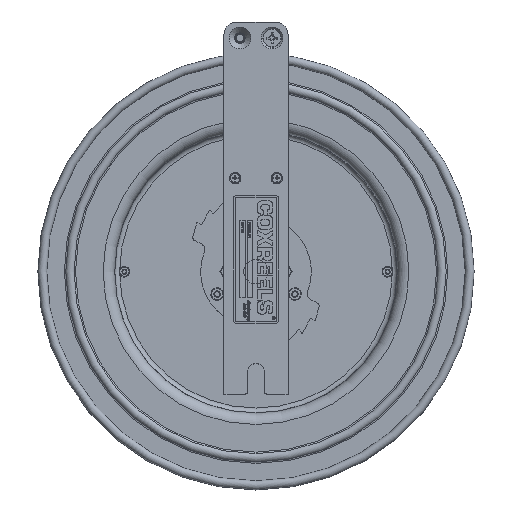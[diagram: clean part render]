
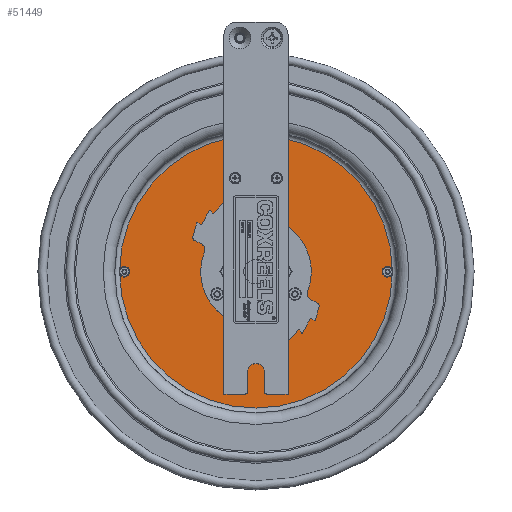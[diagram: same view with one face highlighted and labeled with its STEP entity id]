
A CAD part, top view. The second image highlights one B-rep face of the part: STEP entity #51449.
In plain terms, the highlighted planar face has unit normal (0, 0, 1).
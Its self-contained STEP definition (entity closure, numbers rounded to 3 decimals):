
#864=PLANE('',#54347);
#1434=FACE_BOUND('',#7321,.T.);
#1435=FACE_BOUND('',#7322,.T.);
#1436=FACE_BOUND('',#7323,.T.);
#1437=FACE_BOUND('',#7324,.T.);
#1438=FACE_BOUND('',#7325,.T.);
#1439=FACE_BOUND('',#7326,.T.);
#5250=FACE_OUTER_BOUND('',#7320,.T.);
#7320=EDGE_LOOP('',(#41902,#41903));
#7321=EDGE_LOOP('',(#41904));
#7322=EDGE_LOOP('',(#41905,#41906,#41907,#41908));
#7323=EDGE_LOOP('',(#41909,#41910,#41911,#41912));
#7324=EDGE_LOOP('',(#41913,#41914,#41915,#41916));
#7325=EDGE_LOOP('',(#41917));
#7326=EDGE_LOOP('',(#41918));
#10568=LINE('',#83835,#15646);
#10569=LINE('',#83837,#15647);
#10570=LINE('',#83839,#15648);
#10571=LINE('',#83840,#15649);
#10572=LINE('',#83843,#15650);
#10573=LINE('',#83845,#15651);
#10574=LINE('',#83847,#15652);
#10575=LINE('',#83848,#15653);
#10576=LINE('',#83851,#15654);
#10577=LINE('',#83853,#15655);
#10578=LINE('',#83855,#15656);
#10579=LINE('',#83856,#15657);
#15646=VECTOR('',#61397,0.394);
#15647=VECTOR('',#61398,0.394);
#15648=VECTOR('',#61399,0.394);
#15649=VECTOR('',#61400,0.394);
#15650=VECTOR('',#61401,0.394);
#15651=VECTOR('',#61402,0.394);
#15652=VECTOR('',#61403,0.394);
#15653=VECTOR('',#61404,0.394);
#15654=VECTOR('',#61405,0.394);
#15655=VECTOR('',#61406,0.394);
#15656=VECTOR('',#61407,0.394);
#15657=VECTOR('',#61408,0.394);
#19475=CIRCLE('',#54348,5.313);
#19476=CIRCLE('',#54349,5.313);
#19477=CIRCLE('',#54350,0.94);
#19478=CIRCLE('',#54351,0.1);
#19479=CIRCLE('',#54352,0.1);
#22961=VERTEX_POINT('',#83827);
#22962=VERTEX_POINT('',#83828);
#22963=VERTEX_POINT('',#83831);
#22964=VERTEX_POINT('',#83833);
#22965=VERTEX_POINT('',#83834);
#22966=VERTEX_POINT('',#83836);
#22967=VERTEX_POINT('',#83838);
#22968=VERTEX_POINT('',#83841);
#22969=VERTEX_POINT('',#83842);
#22970=VERTEX_POINT('',#83844);
#22971=VERTEX_POINT('',#83846);
#22972=VERTEX_POINT('',#83849);
#22973=VERTEX_POINT('',#83850);
#22974=VERTEX_POINT('',#83852);
#22975=VERTEX_POINT('',#83854);
#22976=VERTEX_POINT('',#83857);
#22977=VERTEX_POINT('',#83859);
#30778=EDGE_CURVE('',#22961,#22962,#19475,.T.);
#30779=EDGE_CURVE('',#22962,#22961,#19476,.T.);
#30780=EDGE_CURVE('',#22963,#22963,#19477,.T.);
#30781=EDGE_CURVE('',#22964,#22965,#10568,.T.);
#30782=EDGE_CURVE('',#22965,#22966,#10569,.T.);
#30783=EDGE_CURVE('',#22966,#22967,#10570,.T.);
#30784=EDGE_CURVE('',#22967,#22964,#10571,.T.);
#30785=EDGE_CURVE('',#22968,#22969,#10572,.T.);
#30786=EDGE_CURVE('',#22969,#22970,#10573,.T.);
#30787=EDGE_CURVE('',#22970,#22971,#10574,.T.);
#30788=EDGE_CURVE('',#22971,#22968,#10575,.T.);
#30789=EDGE_CURVE('',#22972,#22973,#10576,.T.);
#30790=EDGE_CURVE('',#22973,#22974,#10577,.T.);
#30791=EDGE_CURVE('',#22974,#22975,#10578,.T.);
#30792=EDGE_CURVE('',#22975,#22972,#10579,.T.);
#30793=EDGE_CURVE('',#22976,#22976,#19478,.T.);
#30794=EDGE_CURVE('',#22977,#22977,#19479,.T.);
#41902=ORIENTED_EDGE('',*,*,#30778,.F.);
#41903=ORIENTED_EDGE('',*,*,#30779,.F.);
#41904=ORIENTED_EDGE('',*,*,#30780,.T.);
#41905=ORIENTED_EDGE('',*,*,#30781,.T.);
#41906=ORIENTED_EDGE('',*,*,#30782,.T.);
#41907=ORIENTED_EDGE('',*,*,#30783,.T.);
#41908=ORIENTED_EDGE('',*,*,#30784,.T.);
#41909=ORIENTED_EDGE('',*,*,#30785,.T.);
#41910=ORIENTED_EDGE('',*,*,#30786,.T.);
#41911=ORIENTED_EDGE('',*,*,#30787,.T.);
#41912=ORIENTED_EDGE('',*,*,#30788,.T.);
#41913=ORIENTED_EDGE('',*,*,#30789,.T.);
#41914=ORIENTED_EDGE('',*,*,#30790,.T.);
#41915=ORIENTED_EDGE('',*,*,#30791,.T.);
#41916=ORIENTED_EDGE('',*,*,#30792,.T.);
#41917=ORIENTED_EDGE('',*,*,#30793,.T.);
#41918=ORIENTED_EDGE('',*,*,#30794,.T.);
#51449=ADVANCED_FACE('',(#5250,#1434,#1435,#1436,#1437,#1438,#1439),#864,
 .T.);
#54347=AXIS2_PLACEMENT_3D('',#83826,#61389,#61390);
#54348=AXIS2_PLACEMENT_3D('',#83829,#61391,#61392);
#54349=AXIS2_PLACEMENT_3D('',#83830,#61393,#61394);
#54350=AXIS2_PLACEMENT_3D('',#83832,#61395,#61396);
#54351=AXIS2_PLACEMENT_3D('',#83858,#61409,#61410);
#54352=AXIS2_PLACEMENT_3D('',#83860,#61411,#61412);
#61389=DIRECTION('center_axis',(0.,0.,
1.));
#61390=DIRECTION('ref_axis',(0.,1.,0.));
#61391=DIRECTION('center_axis',(0.,0.,
-1.));
#61392=DIRECTION('ref_axis',(-1.,0.,0.));
#61393=DIRECTION('center_axis',(0.,0.,
-1.));
#61394=DIRECTION('ref_axis',(-1.,0.,0.));
#61395=DIRECTION('center_axis',(0.,0.,
-1.));
#61396=DIRECTION('ref_axis',(1.,0.,0.));
#61397=DIRECTION('',(0.,1.,0.));
#61398=DIRECTION('',(1.,0.,0.));
#61399=DIRECTION('',(0.,-1.,0.));
#61400=DIRECTION('',(-1.,0.,0.));
#61401=DIRECTION('',(-1.,0.,0.));
#61402=DIRECTION('',(0.,1.,0.));
#61403=DIRECTION('',(1.,0.,0.));
#61404=DIRECTION('',(0.,-1.,0.));
#61405=DIRECTION('',(0.,1.,0.));
#61406=DIRECTION('',(1.,0.,0.));
#61407=DIRECTION('',(0.,-1.,0.));
#61408=DIRECTION('',(-1.,0.,0.));
#61409=DIRECTION('center_axis',(0.,0.,
-1.));
#61410=DIRECTION('ref_axis',(1.,0.,0.));
#61411=DIRECTION('center_axis',(0.,0.,
-1.));
#61412=DIRECTION('ref_axis',(1.,0.,0.));
#83826=CARTESIAN_POINT('Origin',(-2.657,-2.475,-1.523));
#83827=CARTESIAN_POINT('',(-5.313,-2.475,-1.523));
#83828=CARTESIAN_POINT('',(0.,2.838,-1.523));
#83829=CARTESIAN_POINT('Origin',(0.,-2.475,-1.523));
#83830=CARTESIAN_POINT('Origin',(0.,-2.475,-1.523));
#83831=CARTESIAN_POINT('',(-0.94,-2.475,-1.523));
#83832=CARTESIAN_POINT('Origin',(0.,-2.475,-1.523));
#83833=CARTESIAN_POINT('',(-1.65,-3.484,-1.523));
#83834=CARTESIAN_POINT('',(-1.65,-3.216,-1.523));
#83835=CARTESIAN_POINT('',(-1.65,-2.98,-1.523));
#83836=CARTESIAN_POINT('',(-1.382,-3.216,-1.523));
#83837=CARTESIAN_POINT('',(-2.153,-3.216,-1.523));
#83838=CARTESIAN_POINT('',(-1.382,-3.484,-1.523));
#83839=CARTESIAN_POINT('',(-1.382,-2.846,-1.523));
#83840=CARTESIAN_POINT('',(-2.019,-3.484,-1.523));
#83841=CARTESIAN_POINT('',(0.134,-0.859,-1.523));
#83842=CARTESIAN_POINT('',(-0.134,-0.859,-1.523));
#83843=CARTESIAN_POINT('',(-1.261,-0.859,-1.523));
#83844=CARTESIAN_POINT('',(-0.134,-0.591,-1.523));
#83845=CARTESIAN_POINT('',(-0.134,-1.667,-1.523));
#83846=CARTESIAN_POINT('',(0.134,-0.591,-1.523));
#83847=CARTESIAN_POINT('',(-1.395,-0.591,-1.523));
#83848=CARTESIAN_POINT('',(0.134,-1.533,-1.523));
#83849=CARTESIAN_POINT('',(1.382,-3.484,-1.523));
#83850=CARTESIAN_POINT('',(1.382,-3.216,-1.523));
#83851=CARTESIAN_POINT('',(1.382,-2.98,-1.523));
#83852=CARTESIAN_POINT('',(1.65,-3.216,-1.523));
#83853=CARTESIAN_POINT('',(-0.638,-3.216,-1.523));
#83854=CARTESIAN_POINT('',(1.65,-3.484,-1.523));
#83855=CARTESIAN_POINT('',(1.65,-2.846,-1.523));
#83856=CARTESIAN_POINT('',(-0.504,-3.484,-1.523));
#83857=CARTESIAN_POINT('',(-5.225,-2.475,-1.523));
#83858=CARTESIAN_POINT('Origin',(-5.125,-2.475,-1.523));
#83859=CARTESIAN_POINT('',(5.025,-2.475,-1.523));
#83860=CARTESIAN_POINT('Origin',(5.125,-2.475,-1.523));
